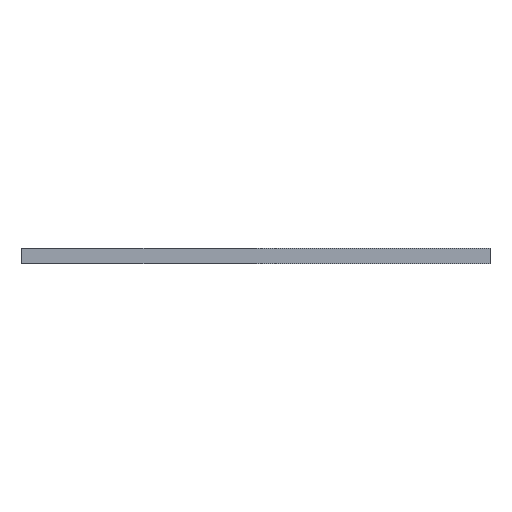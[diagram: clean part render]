
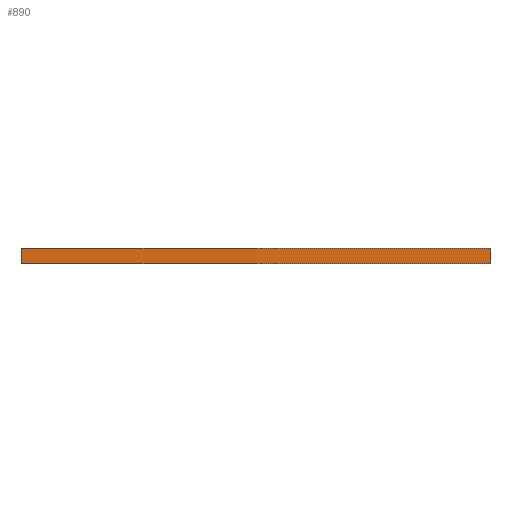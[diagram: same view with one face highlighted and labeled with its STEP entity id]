
A CAD part, front view. The second image highlights one B-rep face of the part: STEP entity #890.
In plain terms, the highlighted planar face has unit normal (0, -1, 0).
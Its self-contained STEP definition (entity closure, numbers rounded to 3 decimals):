
#82=FACE_OUTER_BOUND('',#135,.T.);
#135=EDGE_LOOP('',(#747,#748,#749,#750));
#252=LINE('',#1363,#364);
#256=LINE('',#1379,#368);
#257=LINE('',#1381,#369);
#258=LINE('',#1382,#370);
#364=VECTOR('',#1114,10.);
#368=VECTOR('',#1130,10.);
#369=VECTOR('',#1131,10.);
#370=VECTOR('',#1132,10.);
#445=VERTEX_POINT('',#1360);
#446=VERTEX_POINT('',#1362);
#452=VERTEX_POINT('',#1378);
#453=VERTEX_POINT('',#1380);
#556=EDGE_CURVE('',#446,#445,#252,.T.);
#564=EDGE_CURVE('',#452,#445,#256,.T.);
#565=EDGE_CURVE('',#452,#453,#257,.T.);
#566=EDGE_CURVE('',#453,#446,#258,.T.);
#747=ORIENTED_EDGE('',*,*,#556,.T.);
#748=ORIENTED_EDGE('',*,*,#564,.F.);
#749=ORIENTED_EDGE('',*,*,#565,.T.);
#750=ORIENTED_EDGE('',*,*,#566,.T.);
#852=PLANE('',#938);
#890=ADVANCED_FACE('',(#82),#852,.T.);
#938=AXIS2_PLACEMENT_3D('',#1377,#1128,#1129);
#1114=DIRECTION('',(-1.,0.,0.));
#1128=DIRECTION('center_axis',(0.,-1.,0.));
#1129=DIRECTION('ref_axis',(1.,0.,0.));
#1130=DIRECTION('',(0.,0.,1.));
#1131=DIRECTION('',(1.,0.,0.));
#1132=DIRECTION('',(0.,0.,1.));
#1360=CARTESIAN_POINT('',(0.,0.,13.09));
#1362=CARTESIAN_POINT('',(45.,0.,13.09));
#1363=CARTESIAN_POINT('',(11.25,0.,13.09));
#1377=CARTESIAN_POINT('Origin',(0.,0.,11.59));
#1378=CARTESIAN_POINT('',(0.,0.,11.59));
#1379=CARTESIAN_POINT('',(0.,0.,11.59));
#1380=CARTESIAN_POINT('',(45.,0.,11.59));
#1381=CARTESIAN_POINT('',(0.,0.,11.59));
#1382=CARTESIAN_POINT('',(45.,0.,11.59));
